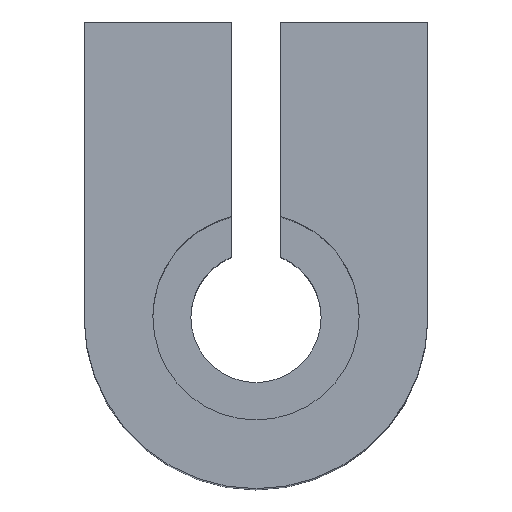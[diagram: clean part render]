
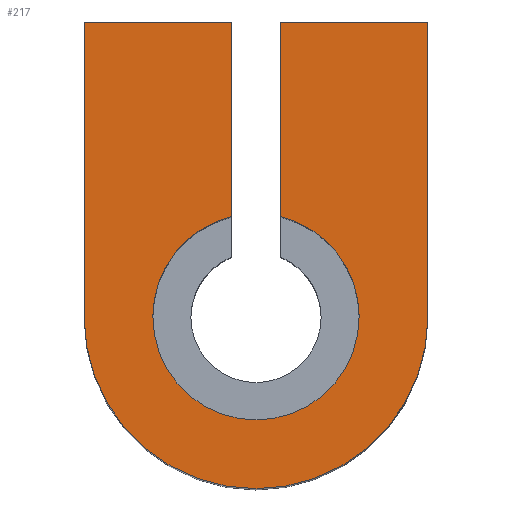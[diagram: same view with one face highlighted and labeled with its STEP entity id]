
A CAD part, top view. The second image highlights one B-rep face of the part: STEP entity #217.
In plain terms, the highlighted planar face has unit normal (0, 0, 1).
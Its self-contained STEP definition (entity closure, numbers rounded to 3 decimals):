
#28 = CIRCLE ( 'NONE', #101, 4.2 ) ;
#34 = AXIS2_PLACEMENT_3D ( 'NONE', #435, #261, #291 ) ;
#77 = VECTOR ( 'NONE', #374, 1000. ) ;
#79 = AXIS2_PLACEMENT_3D ( 'NONE', #370, #371, #372 ) ;
#80 = VECTOR ( 'NONE', #376, 1000. ) ;
#83 = VECTOR ( 'NONE', #377, 1000. ) ;
#84 = VECTOR ( 'NONE', #359, 1000. ) ;
#85 = AXIS2_PLACEMENT_3D ( 'NONE', #361, #362, #360 ) ;
#86 = VECTOR ( 'NONE', #363, 1000. ) ;
#88 = VECTOR ( 'NONE', #348, 1000. ) ;
#89 = CIRCLE ( 'NONE', #85, 7. ) ;
#101 = AXIS2_PLACEMENT_3D ( 'NONE', #277, #278, #279 ) ;
#119 = CIRCLE ( 'NONE', #79, 4.2 ) ;
#124 = CIRCLE ( 'NONE', #130, 4.2 ) ;
#130 = AXIS2_PLACEMENT_3D ( 'NONE', #294, #448, #449 ) ;
#142 = EDGE_CURVE ( 'NONE', #707, #726, #28, .T. ) ;
#144 = EDGE_CURVE ( 'NONE', #698, #707, #124, .T. ) ;
#176 = EDGE_CURVE ( 'NONE', #705, #714, #621, .T. ) ;
#177 = EDGE_CURVE ( 'NONE', #706, #705, #620, .T. ) ;
#178 = EDGE_CURVE ( 'NONE', #708, #706, #89, .T. ) ;
#179 = EDGE_CURVE ( 'NONE', #712, #708, #619, .T. ) ;
#180 = EDGE_CURVE ( 'NONE', #711, #712, #618, .T. ) ;
#181 = EDGE_CURVE ( 'NONE', #711, #710, #617, .T. ) ;
#182 = EDGE_CURVE ( 'NONE', #710, #698, #119, .T. ) ;
#183 = EDGE_CURVE ( 'NONE', #726, #714, #616, .T. ) ;
#217 = ADVANCED_FACE ( 'NONE', ( #578 ), #431, .F. ) ;
#261 = DIRECTION ( 'NONE',  ( 0., 0., -1. ) ) ;
#277 = CARTESIAN_POINT ( 'NONE',  ( 0., 0., 30. ) ) ;
#278 = DIRECTION ( 'NONE',  ( 0., 0., 1. ) ) ;
#279 = DIRECTION ( 'NONE',  ( 1., 0., 0. ) ) ;
#291 = DIRECTION ( 'NONE',  ( -1., 0., 0. ) ) ;
#294 = CARTESIAN_POINT ( 'NONE',  ( 0., 0., 30. ) ) ;
#347 = CARTESIAN_POINT ( 'NONE',  ( 7., 12., 30. ) ) ;
#348 = DIRECTION ( 'NONE',  ( -1., 0., 0. ) ) ;
#357 = CARTESIAN_POINT ( 'NONE',  ( 7., 12., 30. ) ) ;
#358 = CARTESIAN_POINT ( 'NONE',  ( -7., 12., 30. ) ) ;
#359 = DIRECTION ( 'NONE',  ( 0., -1., 0. ) ) ;
#360 = DIRECTION ( 'NONE',  ( -1., 0., 0. ) ) ;
#361 = CARTESIAN_POINT ( 'NONE',  ( 0., 0., 30. ) ) ;
#362 = DIRECTION ( 'NONE',  ( 0., 0., 1. ) ) ;
#363 = DIRECTION ( 'NONE',  ( 0., 1., 0. ) ) ;
#364 = CARTESIAN_POINT ( 'NONE',  ( 7., 12., 30. ) ) ;
#370 = CARTESIAN_POINT ( 'NONE',  ( 0., 0., 30. ) ) ;
#371 = DIRECTION ( 'NONE',  ( 0., 0., 1. ) ) ;
#372 = DIRECTION ( 'NONE',  ( 1., 0., 0. ) ) ;
#373 = CARTESIAN_POINT ( 'NONE',  ( 1., 0., 30. ) ) ;
#374 = DIRECTION ( 'NONE',  ( 0., 1., 0. ) ) ;
#375 = CARTESIAN_POINT ( 'NONE',  ( -1., 0., 30. ) ) ;
#376 = DIRECTION ( 'NONE',  ( 0., -1., 0. ) ) ;
#377 = DIRECTION ( 'NONE',  ( -1., 0., 0. ) ) ;
#431 = PLANE ( 'NONE',  #34 ) ;
#435 = CARTESIAN_POINT ( 'NONE',  ( 0., 0., 30. ) ) ;
#448 = DIRECTION ( 'NONE',  ( 0., 0., 1. ) ) ;
#449 = DIRECTION ( 'NONE',  ( 1., 0., 0. ) ) ;
#482 = CARTESIAN_POINT ( 'NONE',  ( -4.2, 0., 30. ) ) ;
#522 = CARTESIAN_POINT ( 'NONE',  ( 1., 4.079, 30. ) ) ;
#534 = CARTESIAN_POINT ( 'NONE',  ( 1., 12., 30. ) ) ;
#536 = CARTESIAN_POINT ( 'NONE',  ( -7., 12., 30. ) ) ;
#537 = CARTESIAN_POINT ( 'NONE',  ( -1., 12., 30. ) ) ;
#538 = CARTESIAN_POINT ( 'NONE',  ( -1., 4.079, 30. ) ) ;
#540 = CARTESIAN_POINT ( 'NONE',  ( -7., 0., 30. ) ) ;
#541 = CARTESIAN_POINT ( 'NONE',  ( 4.2, 0., 30. ) ) ;
#542 = CARTESIAN_POINT ( 'NONE',  ( 7., 0., 30. ) ) ;
#543 = CARTESIAN_POINT ( 'NONE',  ( 7., 12., 30. ) ) ;
#578 = FACE_OUTER_BOUND ( 'NONE', #667, .T. ) ;
#616 = LINE ( 'NONE', #373, #77 ) ;
#617 = LINE ( 'NONE', #375, #80 ) ;
#618 = LINE ( 'NONE', #364, #83 ) ;
#619 = LINE ( 'NONE', #358, #84 ) ;
#620 = LINE ( 'NONE', #357, #86 ) ;
#621 = LINE ( 'NONE', #347, #88 ) ;
#667 = EDGE_LOOP ( 'NONE', ( #770, #773, #771, #772, #775, #774, #776, #777, #778, #779 ) ) ;
#698 = VERTEX_POINT ( 'NONE', #482 ) ;
#705 = VERTEX_POINT ( 'NONE', #543 ) ;
#706 = VERTEX_POINT ( 'NONE', #542 ) ;
#707 = VERTEX_POINT ( 'NONE', #541 ) ;
#708 = VERTEX_POINT ( 'NONE', #540 ) ;
#710 = VERTEX_POINT ( 'NONE', #538 ) ;
#711 = VERTEX_POINT ( 'NONE', #537 ) ;
#712 = VERTEX_POINT ( 'NONE', #536 ) ;
#714 = VERTEX_POINT ( 'NONE', #534 ) ;
#726 = VERTEX_POINT ( 'NONE', #522 ) ;
#770 = ORIENTED_EDGE ( 'NONE', *, *, #183, .F. ) ;
#771 = ORIENTED_EDGE ( 'NONE', *, *, #144, .F. ) ;
#772 = ORIENTED_EDGE ( 'NONE', *, *, #182, .F. ) ;
#773 = ORIENTED_EDGE ( 'NONE', *, *, #142, .F. ) ;
#774 = ORIENTED_EDGE ( 'NONE', *, *, #180, .T. ) ;
#775 = ORIENTED_EDGE ( 'NONE', *, *, #181, .F. ) ;
#776 = ORIENTED_EDGE ( 'NONE', *, *, #179, .T. ) ;
#777 = ORIENTED_EDGE ( 'NONE', *, *, #178, .T. ) ;
#778 = ORIENTED_EDGE ( 'NONE', *, *, #177, .T. ) ;
#779 = ORIENTED_EDGE ( 'NONE', *, *, #176, .T. ) ;
